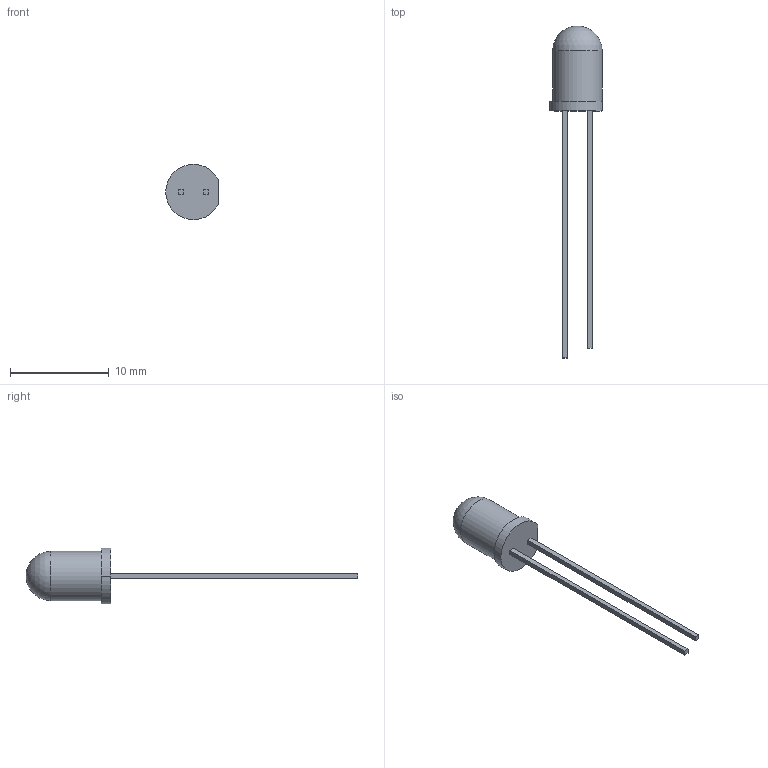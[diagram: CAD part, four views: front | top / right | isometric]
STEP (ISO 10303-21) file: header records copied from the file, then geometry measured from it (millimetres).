
FILE_DESCRIPTION(('FreeCAD Model'),'2;1');
FILE_NAME('led5mm.step','2018-12-28T19:45:20',('Author'),(''), 'Open CASCADE STEP processor 7.2','FreeCAD','Unknown');
FILE_SCHEMA(('AUTOMOTIVE_DESIGN_CC2 { 1 2 10303 214 -1 1 5 4 }'));
Length unit declared in the file: millimetre
Products named in the file (5): Cut; Body002; Pad003; Body003; Pad002
Bounding box: 5.31 x 33.6 x 5.59 mm (x, y, z)
Volume: 181.5 mm3; surface area: 363.5 mm2
Topology: 5 solids, 5 shells, 31 faces, 62 edges, 41 vertices
Faces by surface type: plane 27, cylinder 3, sphere 1
Full cylindrical faces by diameter (mm): 5 x1
Entity records: 1669 total; most frequent: CARTESIAN_POINT 264, DIRECTION 246, LINE 163, VECTOR 163, ORIENTED_EDGE 122, PCURVE 122, DEFINITIONAL_REPRESENTATION 122, EDGE_CURVE 61
